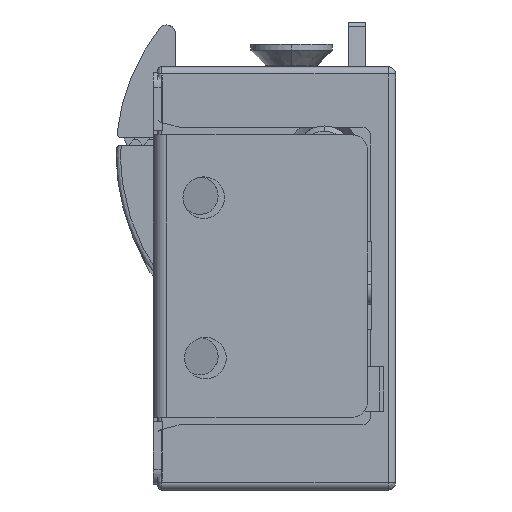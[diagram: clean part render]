
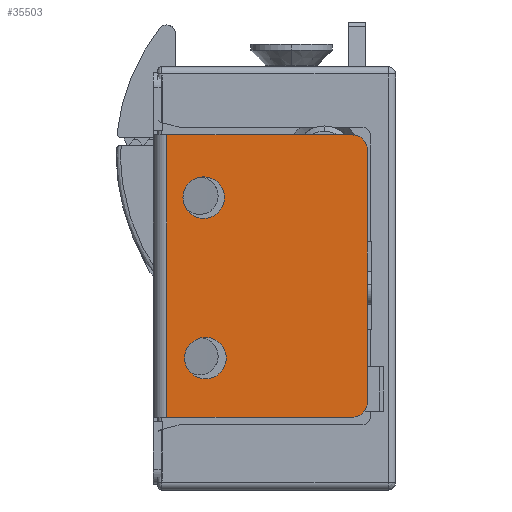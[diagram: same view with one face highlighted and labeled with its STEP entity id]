
A CAD part, front view. The second image highlights one B-rep face of the part: STEP entity #35503.
In plain terms, the highlighted face is planar.
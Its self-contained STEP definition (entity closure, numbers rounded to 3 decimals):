
#74 = ORIENTED_EDGE ( 'NONE', *, *, #10007, .T. ) ;
#140 = DIRECTION ( 'NONE',  ( 1., 0., 0. ) ) ;
#187 = LINE ( 'NONE', #17443, #31035 ) ;
#542 = CARTESIAN_POINT ( 'NONE',  ( 33.5, -2.9, 3.969 ) ) ;
#1536 = AXIS2_PLACEMENT_3D ( 'NONE', #8654, #17264, #8269 ) ;
#2054 = EDGE_CURVE ( 'NONE', #35591, #20851, #25732, .T. ) ;
#2241 = EDGE_LOOP ( 'NONE', ( #23214, #4321, #25084, #4778, #74, #10229 ) ) ;
#2355 = LINE ( 'NONE', #5224, #31198 ) ;
#3864 = EDGE_CURVE ( 'NONE', #20367, #30062, #32800, .T. ) ;
#4321 = ORIENTED_EDGE ( 'NONE', *, *, #3864, .F. ) ;
#4778 = ORIENTED_EDGE ( 'NONE', *, *, #9173, .T. ) ;
#5224 = CARTESIAN_POINT ( 'NONE',  ( 33.5, -13.8, 9.35 ) ) ;
#5708 = DIRECTION ( 'NONE',  ( 0., 1., 0. ) ) ;
#6264 = CIRCLE ( 'NONE', #9966, 1. ) ;
#6267 = CARTESIAN_POINT ( 'NONE',  ( 33.5, -12.8, 9.35 ) ) ;
#6457 = EDGE_CURVE ( 'NONE', #19926, #21716, #18414, .T. ) ;
#6912 = CIRCLE ( 'NONE', #24678, 1.4 ) ;
#7041 = CIRCLE ( 'NONE', #1536, 1.4 ) ;
#7824 = CIRCLE ( 'NONE', #18836, 1. ) ;
#7903 = EDGE_LOOP ( 'NONE', ( #15536, #20767 ) ) ;
#8269 = DIRECTION ( 'NONE',  ( 0., 0., -1. ) ) ;
#8654 = CARTESIAN_POINT ( 'NONE',  ( 33.5, -2.9, 5.369 ) ) ;
#9173 = EDGE_CURVE ( 'NONE', #23072, #35084, #6264, .T. ) ;
#9613 = CARTESIAN_POINT ( 'NONE',  ( 33.5, -2.783, -6.831 ) ) ;
#9644 = EDGE_LOOP ( 'NONE', ( #27664, #25167 ) ) ;
#9966 = AXIS2_PLACEMENT_3D ( 'NONE', #29182, #26313, #28620 ) ;
#10007 = EDGE_CURVE ( 'NONE', #35084, #17267, #19525, .T. ) ;
#10088 = CARTESIAN_POINT ( 'NONE',  ( 33.5, -2.9, 5.369 ) ) ;
#10229 = ORIENTED_EDGE ( 'NONE', *, *, #26710, .T. ) ;
#10434 = CARTESIAN_POINT ( 'NONE',  ( 33.5, -13.8, 8.35 ) ) ;
#10580 = EDGE_CURVE ( 'NONE', #21716, #19926, #6912, .T. ) ;
#10718 = CARTESIAN_POINT ( 'NONE',  ( 33.5, -13.8, -13.85 ) ) ;
#11450 = CARTESIAN_POINT ( 'NONE',  ( 33.5, -12.8, -8.65 ) ) ;
#12112 = DIRECTION ( 'NONE',  ( -1., 0., 0. ) ) ;
#12968 = VECTOR ( 'NONE', #37322, 1000. ) ;
#14817 = DIRECTION ( 'NONE',  ( 0., 0., -1. ) ) ;
#15536 = ORIENTED_EDGE ( 'NONE', *, *, #2054, .T. ) ;
#16205 = CARTESIAN_POINT ( 'NONE',  ( 33.5, -0.3, -9.65 ) ) ;
#16209 = CARTESIAN_POINT ( 'NONE',  ( 33.5, -2.783, -4.031 ) ) ;
#16330 = VERTEX_POINT ( 'NONE', #22207 ) ;
#17264 = DIRECTION ( 'NONE',  ( -1., 0., 0. ) ) ;
#17267 = VERTEX_POINT ( 'NONE', #35650 ) ;
#17443 = CARTESIAN_POINT ( 'NONE',  ( 33.5, -13.8, -9.65 ) ) ;
#18252 = DIRECTION ( 'NONE',  ( 0., 0., -1. ) ) ;
#18414 = CIRCLE ( 'NONE', #26981, 1.4 ) ;
#18836 = AXIS2_PLACEMENT_3D ( 'NONE', #11450, #140, #5708 ) ;
#19525 = LINE ( 'NONE', #10718, #12968 ) ;
#19926 = VERTEX_POINT ( 'NONE', #9613 ) ;
#20367 = VERTEX_POINT ( 'NONE', #27552 ) ;
#20767 = ORIENTED_EDGE ( 'NONE', *, *, #32082, .T. ) ;
#20851 = VERTEX_POINT ( 'NONE', #33429 ) ;
#21164 = DIRECTION ( 'NONE',  ( -1., 0., 0. ) ) ;
#21716 = VERTEX_POINT ( 'NONE', #16209 ) ;
#21953 = DIRECTION ( 'NONE',  ( 0., 0., -1. ) ) ;
#22207 = CARTESIAN_POINT ( 'NONE',  ( 33.5, -12.8, -9.65 ) ) ;
#22425 = AXIS2_PLACEMENT_3D ( 'NONE', #22779, #34274, #36754 ) ;
#22779 = CARTESIAN_POINT ( 'NONE',  ( 33.5, -13.8, -13.85 ) ) ;
#23072 = VERTEX_POINT ( 'NONE', #6267 ) ;
#23214 = ORIENTED_EDGE ( 'NONE', *, *, #26341, .T. ) ;
#24678 = AXIS2_PLACEMENT_3D ( 'NONE', #36654, #21164, #32854 ) ;
#25084 = ORIENTED_EDGE ( 'NONE', *, *, #29473, .T. ) ;
#25137 = VECTOR ( 'NONE', #18252, 1000. ) ;
#25167 = ORIENTED_EDGE ( 'NONE', *, *, #10580, .T. ) ;
#25732 = CIRCLE ( 'NONE', #26951, 1.4 ) ;
#26313 = DIRECTION ( 'NONE',  ( 1., 0., 0. ) ) ;
#26341 = EDGE_CURVE ( 'NONE', #16330, #30062, #187, .T. ) ;
#26710 = EDGE_CURVE ( 'NONE', #17267, #16330, #7824, .T. ) ;
#26801 = DIRECTION ( 'NONE',  ( 0., 1., 0. ) ) ;
#26869 = CARTESIAN_POINT ( 'NONE',  ( 33.5, -0.3, -152.35 ) ) ;
#26951 = AXIS2_PLACEMENT_3D ( 'NONE', #10088, #33257, #21953 ) ;
#26981 = AXIS2_PLACEMENT_3D ( 'NONE', #37608, #12112, #14817 ) ;
#27552 = CARTESIAN_POINT ( 'NONE',  ( 33.5, -0.3, 9.35 ) ) ;
#27664 = ORIENTED_EDGE ( 'NONE', *, *, #6457, .T. ) ;
#27958 = FACE_BOUND ( 'NONE', #7903, .T. ) ;
#28620 = DIRECTION ( 'NONE',  ( 0., 1., 0. ) ) ;
#28727 = FACE_OUTER_BOUND ( 'NONE', #2241, .T. ) ;
#29182 = CARTESIAN_POINT ( 'NONE',  ( 33.5, -12.8, 8.35 ) ) ;
#29473 = EDGE_CURVE ( 'NONE', #20367, #23072, #2355, .T. ) ;
#30062 = VERTEX_POINT ( 'NONE', #16205 ) ;
#31035 = VECTOR ( 'NONE', #26801, 1000. ) ;
#31198 = VECTOR ( 'NONE', #31282, 1000. ) ;
#31220 = PLANE ( 'NONE',  #22425 ) ;
#31282 = DIRECTION ( 'NONE',  ( 0., -1., 0. ) ) ;
#32082 = EDGE_CURVE ( 'NONE', #20851, #35591, #7041, .T. ) ;
#32800 = LINE ( 'NONE', #26869, #25137 ) ;
#32854 = DIRECTION ( 'NONE',  ( 0., 0., -1. ) ) ;
#33257 = DIRECTION ( 'NONE',  ( -1., 0., 0. ) ) ;
#33429 = CARTESIAN_POINT ( 'NONE',  ( 33.5, -2.9, 6.769 ) ) ;
#34274 = DIRECTION ( 'NONE',  ( 1., 0., 0. ) ) ;
#34462 = FACE_BOUND ( 'NONE', #9644, .T. ) ;
#35084 = VERTEX_POINT ( 'NONE', #10434 ) ;
#35503 = ADVANCED_FACE ( 'NONE', ( #28727, #34462, #27958 ), #31220, .T. ) ;
#35591 = VERTEX_POINT ( 'NONE', #542 ) ;
#35650 = CARTESIAN_POINT ( 'NONE',  ( 33.5, -13.8, -8.65 ) ) ;
#36654 = CARTESIAN_POINT ( 'NONE',  ( 33.5, -2.783, -5.431 ) ) ;
#36754 = DIRECTION ( 'NONE',  ( 0., 1., 0. ) ) ;
#37322 = DIRECTION ( 'NONE',  ( 0., 0., -1. ) ) ;
#37608 = CARTESIAN_POINT ( 'NONE',  ( 33.5, -2.783, -5.431 ) ) ;
